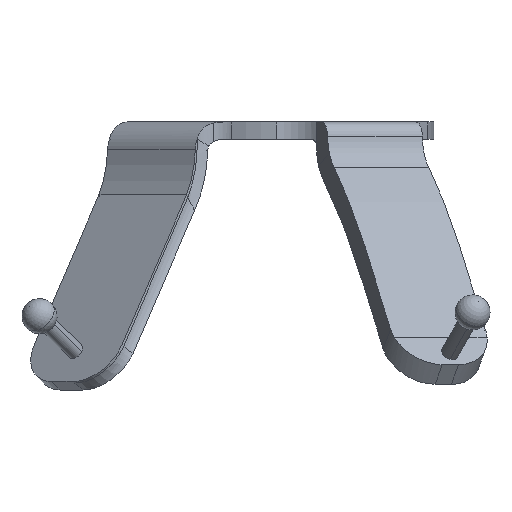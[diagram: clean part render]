
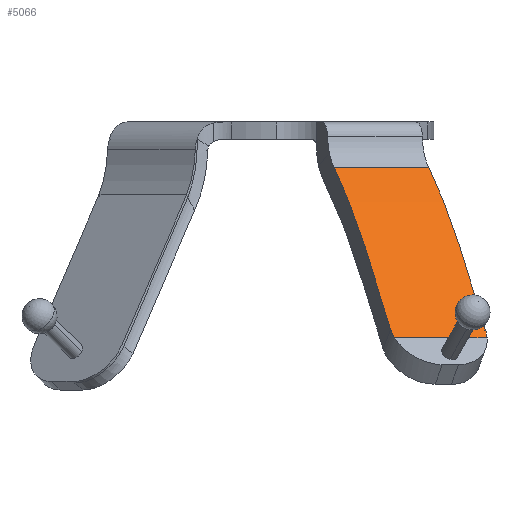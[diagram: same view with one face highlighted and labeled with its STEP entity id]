
A CAD part, left-side view. The second image highlights one B-rep face of the part: STEP entity #5066.
In plain terms, the highlighted free-form (B-spline) face has degree [1, 3] with [2, 12] control points.
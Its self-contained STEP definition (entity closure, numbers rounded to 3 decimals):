
#68 = CARTESIAN_POINT ( 'NONE',  ( -46.57, -14.426, -25.29 ) ) ;
#102 = EDGE_CURVE ( 'NONE', #368, #1974, #4556, .T. ) ;
#182 = CARTESIAN_POINT ( 'NONE',  ( -42.7, -32.73, -32.221 ) ) ;
#318 = EDGE_CURVE ( 'NONE', #3104, #368, #3502, .T. ) ;
#368 = VERTEX_POINT ( 'NONE', #2298 ) ;
#465 = CARTESIAN_POINT ( 'NONE',  ( -51.231, -16.768, -32.857 ) ) ;
#468 = ORIENTED_EDGE ( 'NONE', *, *, #4032, .F. ) ;
#482 = CARTESIAN_POINT ( 'NONE',  ( -38.448, -30.594, -25.29 ) ) ;
#500 = CARTESIAN_POINT ( 'NONE',  ( -40.995, -31.874, -29.483 ) ) ;
#674 = CARTESIAN_POINT ( 'NONE',  ( -42.225, -12.243, -18.226 ) ) ;
#756 = CARTESIAN_POINT ( 'NONE',  ( -43.989, -13.129, -21.061 ) ) ;
#776 = CARTESIAN_POINT ( 'NONE',  ( -46.57, -14.426, -25.29 ) ) ;
#816 = FACE_OUTER_BOUND ( 'NONE', #4581, .T. ) ;
#826 = CARTESIAN_POINT ( 'NONE',  ( -51.81, -17.302, -33.889 ) ) ;
#868 = CARTESIAN_POINT ( 'NONE',  ( -42.81, -32.786, -32.391 ) ) ;
#938 = CARTESIAN_POINT ( 'NONE',  ( -28.43, -25.561, -9.923 ) ) ;
#1030 = CARTESIAN_POINT ( 'NONE',  ( -39.298, -31.021, -26.697 ) ) ;
#1089 = B_SPLINE_CURVE_WITH_KNOTS ( 'NONE', 3,
 ( #2684, #3583, #3993, #868 ),
 .UNSPECIFIED., .F., .F.,
 ( 4, 4 ),
 ( 0., 0.002 ),
 .UNSPECIFIED. ) ;
#1092 = CARTESIAN_POINT ( 'NONE',  ( -31.74, -6.975, -4.807 ) ) ;
#1165 = CARTESIAN_POINT ( 'NONE',  ( -23.617, -23.143, -4.807 ) ) ;
#1174 = CARTESIAN_POINT ( 'NONE',  ( -50.933, -16.618, -32.391 ) ) ;
#1274 = CARTESIAN_POINT ( 'NONE',  ( -18.686, -20.665, -0.407 ) ) ;
#1347 = CARTESIAN_POINT ( 'NONE',  ( -39.298, -31.021, -26.697 ) ) ;
#1362 = CARTESIAN_POINT ( 'NONE',  ( -34.102, -28.411, -18.226 ) ) ;
#1419 = CARTESIAN_POINT ( 'NONE',  ( -34.102, -28.411, -18.226 ) ) ;
#1422 = CARTESIAN_POINT ( 'NONE',  ( -47.42, -14.853, -26.697 ) ) ;
#1588 = CARTESIAN_POINT ( 'NONE',  ( -42.7, -32.73, -32.221 ) ) ;
#1673 = CARTESIAN_POINT ( 'NONE',  ( -47.42, -14.853, -26.697 ) ) ;
#1692 = VECTOR ( 'NONE', #1816, 1000. ) ;
#1729 = B_SPLINE_SURFACE_WITH_KNOTS ( 'NONE', 1, 3, ( 
 ( #1274, #4367, #938, #1362, #1878, #482, #1347, #500, #3193, #4504, #4436, #1807 ),
 ( #1822, #3120, #3151, #4892, #4950, #68, #1422, #2247, #3992, #465, #3620, #3582 ) ),
 .UNSPECIFIED., .F., .F., .F.,
 ( 2, 2 ),
 ( 4, 2, 2, 2, 2, 4 ),
 ( 0., 1. ),
 ( 0., 0.5, 0.75, 0.875, 1., 1.058 ),
 .UNSPECIFIED. ) ;
#1807 = CARTESIAN_POINT ( 'NONE',  ( -43.949, -33.358, -34.142 ) ) ;
#1816 = DIRECTION ( 'NONE',  ( -0.526, -0.264, -0.809 ) ) ;
#1822 = CARTESIAN_POINT ( 'NONE',  ( -26.808, -4.498, -0.407 ) ) ;
#1855 = CARTESIAN_POINT ( 'NONE',  ( -38.448, -30.594, -25.29 ) ) ;
#1878 = CARTESIAN_POINT ( 'NONE',  ( -35.866, -29.297, -21.061 ) ) ;
#1935 = CARTESIAN_POINT ( 'NONE',  ( -42.7, -32.73, -32.221 ) ) ;
#1962 = B_SPLINE_CURVE_WITH_KNOTS ( 'NONE', 3,
 ( #1092, #1998, #2886, #674, #756, #776, #1673, #4300, #4276, #2150 ),
 .UNSPECIFIED., .F., .F.,
 ( 4, 2, 2, 2, 4 ),
 ( 0.161, 0.5, 0.75, 0.875, 1. ),
 .UNSPECIFIED. ) ;
#1974 = VERTEX_POINT ( 'NONE', #826 ) ;
#1998 = CARTESIAN_POINT ( 'NONE',  ( -34.973, -8.6, -8.078 ) ) ;
#2017 = VECTOR ( 'NONE', #5064, 1000. ) ;
#2033 = DIRECTION ( 'NONE',  ( -0.526, -0.264, -0.809 ) ) ;
#2066 = CARTESIAN_POINT ( 'NONE',  ( -51.554, -17.011, -33.397 ) ) ;
#2150 = CARTESIAN_POINT ( 'NONE',  ( -50.823, -16.563, -32.221 ) ) ;
#2191 = VERTEX_POINT ( 'NONE', #4536 ) ;
#2247 = CARTESIAN_POINT ( 'NONE',  ( -49.118, -15.706, -29.483 ) ) ;
#2298 = CARTESIAN_POINT ( 'NONE',  ( -50.933, -16.618, -32.391 ) ) ;
#2357 = EDGE_CURVE ( 'NONE', #5302, #2191, #1089, .T. ) ;
#2438 = CARTESIAN_POINT ( 'NONE',  ( -41.825, -32.291, -30.855 ) ) ;
#2452 = CARTESIAN_POINT ( 'NONE',  ( -47.846, -25.192, -33.889 ) ) ;
#2537 = CARTESIAN_POINT ( 'NONE',  ( -51.81, -17.302, -33.889 ) ) ;
#2575 = CARTESIAN_POINT ( 'NONE',  ( -51.259, -16.782, -32.899 ) ) ;
#2640 = CARTESIAN_POINT ( 'NONE',  ( -31.74, -6.975, -4.807 ) ) ;
#2684 = CARTESIAN_POINT ( 'NONE',  ( -43.883, -33.081, -33.889 ) ) ;
#2705 = CARTESIAN_POINT ( 'NONE',  ( -23.617, -23.143, -4.807 ) ) ;
#2775 = EDGE_CURVE ( 'NONE', #3095, #2191, #3607, .T. ) ;
#2886 = CARTESIAN_POINT ( 'NONE',  ( -37.772, -10.006, -11.708 ) ) ;
#3095 = VERTEX_POINT ( 'NONE', #1935 ) ;
#3104 = VERTEX_POINT ( 'NONE', #3717 ) ;
#3120 = CARTESIAN_POINT ( 'NONE',  ( -32.256, -7.235, -4.651 ) ) ;
#3151 = CARTESIAN_POINT ( 'NONE',  ( -36.553, -9.393, -9.923 ) ) ;
#3157 = ORIENTED_EDGE ( 'NONE', *, *, #5368, .T. ) ;
#3193 = CARTESIAN_POINT ( 'NONE',  ( -41.825, -32.291, -30.855 ) ) ;
#3367 = VERTEX_POINT ( 'NONE', #1165 ) ;
#3456 = EDGE_CURVE ( 'NONE', #3367, #4467, #5307, .T. ) ;
#3475 = VECTOR ( 'NONE', #2033, 1000. ) ;
#3502 = LINE ( 'NONE', #4449, #1692 ) ;
#3582 = CARTESIAN_POINT ( 'NONE',  ( -52.072, -17.19, -34.142 ) ) ;
#3583 = CARTESIAN_POINT ( 'NONE',  ( -43.496, -33.049, -33.397 ) ) ;
#3607 = LINE ( 'NONE', #1588, #3475 ) ;
#3620 = CARTESIAN_POINT ( 'NONE',  ( -51.659, -16.983, -33.506 ) ) ;
#3704 = B_SPLINE_CURVE_WITH_KNOTS ( 'NONE', 3,
 ( #5312, #4095, #4908, #1419, #4538, #1855, #1030, #5356, #2438, #182 ),
 .UNSPECIFIED., .F., .F.,
 ( 4, 2, 2, 2, 4 ),
 ( 0.161, 0.5, 0.75, 0.875, 1. ),
 .UNSPECIFIED. ) ;
#3717 = CARTESIAN_POINT ( 'NONE',  ( -50.823, -16.563, -32.221 ) ) ;
#3948 = ORIENTED_EDGE ( 'NONE', *, *, #3456, .T. ) ;
#3959 = ORIENTED_EDGE ( 'NONE', *, *, #2775, .F. ) ;
#3982 = ORIENTED_EDGE ( 'NONE', *, *, #4221, .F. ) ;
#3992 = CARTESIAN_POINT ( 'NONE',  ( -49.948, -16.123, -30.855 ) ) ;
#3993 = CARTESIAN_POINT ( 'NONE',  ( -43.137, -32.95, -32.899 ) ) ;
#4032 = EDGE_CURVE ( 'NONE', #3367, #3095, #3704, .T. ) ;
#4095 = CARTESIAN_POINT ( 'NONE',  ( -26.85, -24.767, -8.078 ) ) ;
#4221 = EDGE_CURVE ( 'NONE', #5302, #1974, #4546, .T. ) ;
#4276 = CARTESIAN_POINT ( 'NONE',  ( -49.948, -16.123, -30.855 ) ) ;
#4300 = CARTESIAN_POINT ( 'NONE',  ( -49.118, -15.706, -29.483 ) ) ;
#4367 = CARTESIAN_POINT ( 'NONE',  ( -24.133, -23.402, -4.651 ) ) ;
#4436 = CARTESIAN_POINT ( 'NONE',  ( -43.536, -33.15, -33.506 ) ) ;
#4449 = CARTESIAN_POINT ( 'NONE',  ( -50.823, -16.563, -32.221 ) ) ;
#4467 = VERTEX_POINT ( 'NONE', #2640 ) ;
#4470 = ORIENTED_EDGE ( 'NONE', *, *, #2357, .T. ) ;
#4504 = CARTESIAN_POINT ( 'NONE',  ( -43.108, -32.935, -32.857 ) ) ;
#4536 = CARTESIAN_POINT ( 'NONE',  ( -42.81, -32.786, -32.391 ) ) ;
#4538 = CARTESIAN_POINT ( 'NONE',  ( -35.866, -29.297, -21.061 ) ) ;
#4546 = LINE ( 'NONE', #2452, #2017 ) ;
#4556 = B_SPLINE_CURVE_WITH_KNOTS ( 'NONE', 3,
 ( #1174, #2575, #2066, #2537 ),
 .UNSPECIFIED., .F., .F.,
 ( 4, 4 ),
 ( 0., 0.002 ),
 .UNSPECIFIED. ) ;
#4581 = EDGE_LOOP ( 'NONE', ( #3982, #4470, #3959, #468, #3948, #3157, #4961, #5716 ) ) ;
#4822 = VECTOR ( 'NONE', #5277, 1000. ) ;
#4892 = CARTESIAN_POINT ( 'NONE',  ( -42.225, -12.243, -18.226 ) ) ;
#4908 = CARTESIAN_POINT ( 'NONE',  ( -29.649, -26.173, -11.708 ) ) ;
#4950 = CARTESIAN_POINT ( 'NONE',  ( -43.989, -13.129, -21.061 ) ) ;
#4961 = ORIENTED_EDGE ( 'NONE', *, *, #318, .T. ) ;
#5064 = DIRECTION ( 'NONE',  ( -0.449, 0.894, 0. ) ) ;
#5066 = ADVANCED_FACE ( 'NONE', ( #816 ), #1729, .T. ) ;
#5277 = DIRECTION ( 'NONE',  ( -0.449, 0.894, 0. ) ) ;
#5302 = VERTEX_POINT ( 'NONE', #5500 ) ;
#5307 = LINE ( 'NONE', #2705, #4822 ) ;
#5312 = CARTESIAN_POINT ( 'NONE',  ( -23.617, -23.143, -4.807 ) ) ;
#5356 = CARTESIAN_POINT ( 'NONE',  ( -40.995, -31.874, -29.483 ) ) ;
#5368 = EDGE_CURVE ( 'NONE', #4467, #3104, #1962, .T. ) ;
#5500 = CARTESIAN_POINT ( 'NONE',  ( -43.883, -33.081, -33.889 ) ) ;
#5716 = ORIENTED_EDGE ( 'NONE', *, *, #102, .T. ) ;
